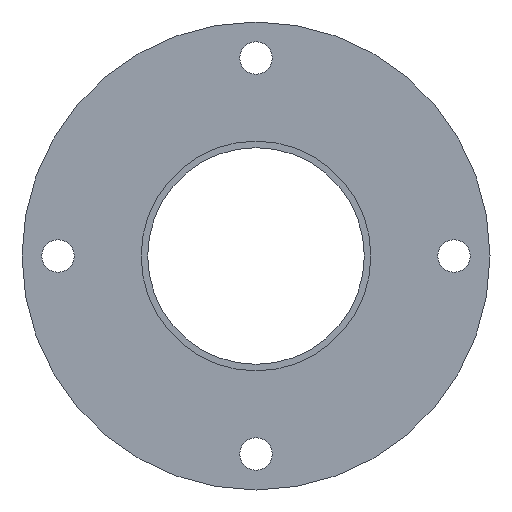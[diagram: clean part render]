
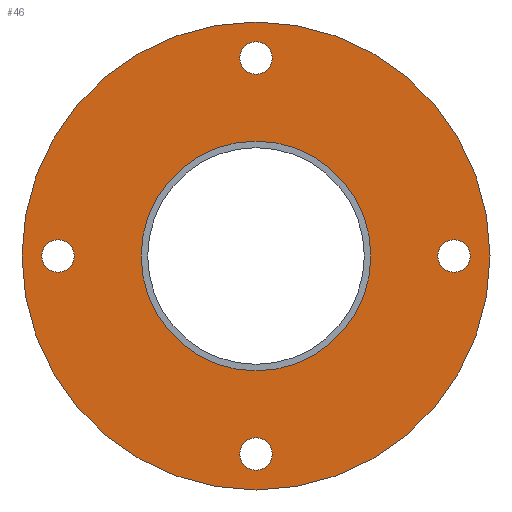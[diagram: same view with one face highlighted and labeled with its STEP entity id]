
A CAD part, front view. The second image highlights one B-rep face of the part: STEP entity #46.
In plain terms, the highlighted planar face has unit normal (0, -1, 0).
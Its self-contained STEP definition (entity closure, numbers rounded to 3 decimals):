
#13 = DIRECTION ( 'NONE',  ( 0., 0., 1. ) ) ;
#17 = VERTEX_POINT ( 'NONE', #184 ) ;
#19 = DIRECTION ( 'NONE',  ( 0., 0., -1. ) ) ;
#22 = CARTESIAN_POINT ( 'NONE',  ( 0., -11.9, 50.5 ) ) ;
#26 = AXIS2_PLACEMENT_3D ( 'NONE', #179, #216, #13 ) ;
#36 = EDGE_LOOP ( 'NONE', ( #276 ) ) ;
#38 = DIRECTION ( 'NONE',  ( 0., 0., 1. ) ) ;
#39 = DIRECTION ( 'NONE',  ( 0., -1., 0. ) ) ;
#45 = FACE_BOUND ( 'NONE', #202, .T. ) ;
#46 = ADVANCED_FACE ( 'NONE', ( #126, #45, #158, #305, #280, #292 ), #366, .T. ) ;
#48 = VERTEX_POINT ( 'NONE', #107 ) ;
#53 = CARTESIAN_POINT ( 'NONE',  ( 0., -11.9, -55. ) ) ;
#68 = EDGE_LOOP ( 'NONE', ( #258 ) ) ;
#73 = CIRCLE ( 'NONE', #222, 4.5 ) ;
#76 = DIRECTION ( 'NONE',  ( 0., 0., -1. ) ) ;
#85 = VERTEX_POINT ( 'NONE', #233 ) ;
#93 = CARTESIAN_POINT ( 'NONE',  ( 0., -11.9, 0. ) ) ;
#100 = DIRECTION ( 'NONE',  ( 0., -1., 0. ) ) ;
#104 = CARTESIAN_POINT ( 'NONE',  ( 55., -11.9, 0. ) ) ;
#107 = CARTESIAN_POINT ( 'NONE',  ( 0., -11.9, 65. ) ) ;
#125 = ORIENTED_EDGE ( 'NONE', *, *, #304, .F. ) ;
#126 = FACE_BOUND ( 'NONE', #287, .T. ) ;
#135 = DIRECTION ( 'NONE',  ( 0., 0., -1. ) ) ;
#151 = AXIS2_PLACEMENT_3D ( 'NONE', #152, #260, #159 ) ;
#152 = CARTESIAN_POINT ( 'NONE',  ( 0., -11.9, 55. ) ) ;
#158 = FACE_BOUND ( 'NONE', #68, .T. ) ;
#159 = DIRECTION ( 'NONE',  ( 0., 0., -1. ) ) ;
#160 = DIRECTION ( 'NONE',  ( 0., -1., 0. ) ) ;
#166 = CIRCLE ( 'NONE', #252, 4.5 ) ;
#179 = CARTESIAN_POINT ( 'NONE',  ( 0., -11.9, 0. ) ) ;
#180 = CIRCLE ( 'NONE', #26, 31.9 ) ;
#183 = ORIENTED_EDGE ( 'NONE', *, *, #201, .F. ) ;
#184 = CARTESIAN_POINT ( 'NONE',  ( -55., -11.9, -4.5 ) ) ;
#191 = CARTESIAN_POINT ( 'NONE',  ( 65., -11.9, 0. ) ) ;
#200 = CARTESIAN_POINT ( 'NONE',  ( 0., -11.9, -59.5 ) ) ;
#201 = EDGE_CURVE ( 'NONE', #17, #17, #352, .T. ) ;
#202 = EDGE_LOOP ( 'NONE', ( #125 ) ) ;
#203 = VERTEX_POINT ( 'NONE', #22 ) ;
#206 = DIRECTION ( 'NONE',  ( 0., 1., 0. ) ) ;
#216 = DIRECTION ( 'NONE',  ( 0., 1., 0. ) ) ;
#222 = AXIS2_PLACEMENT_3D ( 'NONE', #53, #39, #19 ) ;
#230 = CARTESIAN_POINT ( 'NONE',  ( -55., -11.9, 0. ) ) ;
#233 = CARTESIAN_POINT ( 'NONE',  ( 0., -11.9, 31.9 ) ) ;
#239 = CARTESIAN_POINT ( 'NONE',  ( 55., -11.9, -4.5 ) ) ;
#244 = AXIS2_PLACEMENT_3D ( 'NONE', #191, #286, #76 ) ;
#245 = EDGE_LOOP ( 'NONE', ( #183 ) ) ;
#249 = AXIS2_PLACEMENT_3D ( 'NONE', #93, #206, #38 ) ;
#252 = AXIS2_PLACEMENT_3D ( 'NONE', #104, #100, #135 ) ;
#258 = ORIENTED_EDGE ( 'NONE', *, *, #294, .F. ) ;
#260 = DIRECTION ( 'NONE',  ( 0., -1., 0. ) ) ;
#276 = ORIENTED_EDGE ( 'NONE', *, *, #387, .T. ) ;
#280 = FACE_BOUND ( 'NONE', #36, .T. ) ;
#283 = AXIS2_PLACEMENT_3D ( 'NONE', #230, #160, #328 ) ;
#286 = DIRECTION ( 'NONE',  ( 0., -1., 0. ) ) ;
#287 = EDGE_LOOP ( 'NONE', ( #311 ) ) ;
#292 = FACE_OUTER_BOUND ( 'NONE', #330, .T. ) ;
#294 = EDGE_CURVE ( 'NONE', #203, #203, #356, .T. ) ;
#299 = EDGE_CURVE ( 'NONE', #383, #383, #73, .T. ) ;
#300 = ORIENTED_EDGE ( 'NONE', *, *, #359, .F. ) ;
#304 = EDGE_CURVE ( 'NONE', #310, #310, #166, .T. ) ;
#305 = FACE_BOUND ( 'NONE', #245, .T. ) ;
#310 = VERTEX_POINT ( 'NONE', #239 ) ;
#311 = ORIENTED_EDGE ( 'NONE', *, *, #299, .F. ) ;
#323 = CIRCLE ( 'NONE', #249, 65. ) ;
#328 = DIRECTION ( 'NONE',  ( 0., 0., -1. ) ) ;
#330 = EDGE_LOOP ( 'NONE', ( #300 ) ) ;
#352 = CIRCLE ( 'NONE', #283, 4.5 ) ;
#356 = CIRCLE ( 'NONE', #151, 4.5 ) ;
#359 = EDGE_CURVE ( 'NONE', #48, #48, #323, .T. ) ;
#366 = PLANE ( 'NONE',  #244 ) ;
#383 = VERTEX_POINT ( 'NONE', #200 ) ;
#387 = EDGE_CURVE ( 'NONE', #85, #85, #180, .T. ) ;
